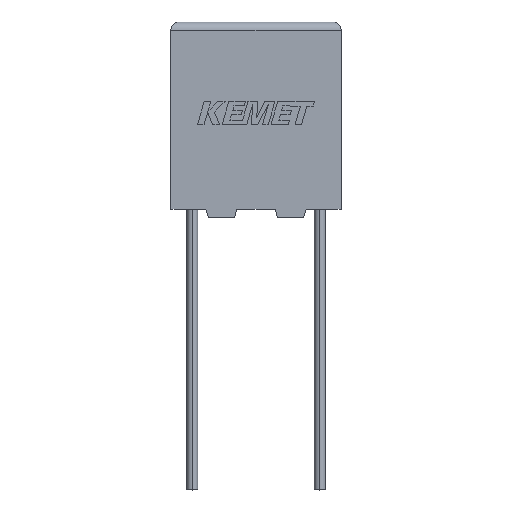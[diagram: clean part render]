
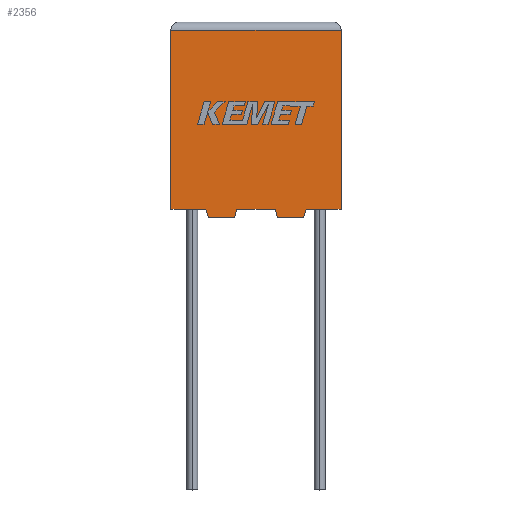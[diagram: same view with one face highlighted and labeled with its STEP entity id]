
A CAD part, top view. The second image highlights one B-rep face of the part: STEP entity #2356.
In plain terms, the highlighted planar face has unit normal (0, 0, 1).
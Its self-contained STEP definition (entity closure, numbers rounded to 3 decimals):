
#15 = EDGE_CURVE ( 'NONE', #69, #623, #1283, .T. ) ;
#16 = CARTESIAN_POINT ( 'NONE',  ( 3.73, -0.5, 5.5 ) ) ;
#33 = VERTEX_POINT ( 'NONE', #1696 ) ;
#44 = DIRECTION ( 'NONE',  ( -1., 0., 0. ) ) ;
#69 = VERTEX_POINT ( 'NONE', #193 ) ;
#147 = DIRECTION ( 'NONE',  ( 0., 0., -1. ) ) ;
#178 = EDGE_CURVE ( 'NONE', #1790, #33, #3161, .T. ) ;
#193 = CARTESIAN_POINT ( 'NONE',  ( 6.27, -0.5, 5.5 ) ) ;
#275 = ORIENTED_EDGE ( 'NONE', *, *, #726, .F. ) ;
#292 = CARTESIAN_POINT ( 'NONE',  ( 10., 10.5, 5.5 ) ) ;
#307 = EDGE_CURVE ( 'NONE', #1806, #2742, #964, .T. ) ;
#309 = EDGE_LOOP ( 'NONE', ( #651, #1604, #1356, #1838, #919, #437, #2513, #2071, #1609, #275, #2508, #2818 ) ) ;
#349 = EDGE_CURVE ( 'NONE', #1047, #1790, #2180, .T. ) ;
#352 = VERTEX_POINT ( 'NONE', #353 ) ;
#353 = CARTESIAN_POINT ( 'NONE',  ( 7.8, -0.5, 5.5 ) ) ;
#425 = VECTOR ( 'NONE', #2758, 1000. ) ;
#437 = ORIENTED_EDGE ( 'NONE', *, *, #349, .T. ) ;
#495 = DIRECTION ( 'NONE',  ( 0., 1., 0. ) ) ;
#623 = VERTEX_POINT ( 'NONE', #2983 ) ;
#635 = LINE ( 'NONE', #3228, #1575 ) ;
#651 = ORIENTED_EDGE ( 'NONE', *, *, #1855, .T. ) ;
#662 = DIRECTION ( 'NONE',  ( -1., 0., 0. ) ) ;
#682 = EDGE_CURVE ( 'NONE', #2742, #1247, #1034, .T. ) ;
#726 = EDGE_CURVE ( 'NONE', #352, #69, #1663, .T. ) ;
#729 = VECTOR ( 'NONE', #44, 1000. ) ;
#851 = DIRECTION ( 'NONE',  ( -1., 0., 0. ) ) ;
#919 = ORIENTED_EDGE ( 'NONE', *, *, #1241, .T. ) ;
#964 = LINE ( 'NONE', #2314, #2419 ) ;
#1034 = LINE ( 'NONE', #2215, #1861 ) ;
#1038 = LINE ( 'NONE', #1514, #425 ) ;
#1047 = VERTEX_POINT ( 'NONE', #3115 ) ;
#1132 = EDGE_CURVE ( 'NONE', #1489, #1806, #2875, .T. ) ;
#1169 = DIRECTION ( 'NONE',  ( 0.287, -0.958, 0. ) ) ;
#1211 = VERTEX_POINT ( 'NONE', #2203 ) ;
#1216 = CARTESIAN_POINT ( 'NONE',  ( 0., 0., 5.5 ) ) ;
#1241 = EDGE_CURVE ( 'NONE', #1247, #1047, #2093, .T. ) ;
#1247 = VERTEX_POINT ( 'NONE', #2175 ) ;
#1256 = LINE ( 'NONE', #1718, #2560 ) ;
#1283 = LINE ( 'NONE', #1934, #1600 ) ;
#1356 = ORIENTED_EDGE ( 'NONE', *, *, #307, .T. ) ;
#1358 = CARTESIAN_POINT ( 'NONE',  ( 7.95, 0., 5.5 ) ) ;
#1489 = VERTEX_POINT ( 'NONE', #292 ) ;
#1514 = CARTESIAN_POINT ( 'NONE',  ( 0., 0., 5.5 ) ) ;
#1549 = VECTOR ( 'NONE', #1587, 1000. ) ;
#1575 = VECTOR ( 'NONE', #2461, 1000. ) ;
#1587 = DIRECTION ( 'NONE',  ( 1., 0., 0. ) ) ;
#1600 = VECTOR ( 'NONE', #3199, 1000. ) ;
#1604 = ORIENTED_EDGE ( 'NONE', *, *, #1132, .T. ) ;
#1609 = ORIENTED_EDGE ( 'NONE', *, *, #15, .F. ) ;
#1652 = PLANE ( 'NONE',  #2270 ) ;
#1663 = LINE ( 'NONE', #3029, #729 ) ;
#1665 = CARTESIAN_POINT ( 'NONE',  ( 2.05, 0., 5.5 ) ) ;
#1685 = CARTESIAN_POINT ( 'NONE',  ( 0., 10.5, 5.5 ) ) ;
#1696 = CARTESIAN_POINT ( 'NONE',  ( 3.88, 0., 5.5 ) ) ;
#1718 = CARTESIAN_POINT ( 'NONE',  ( 10., 0., 5.5 ) ) ;
#1740 = VECTOR ( 'NONE', #662, 1000. ) ;
#1790 = VERTEX_POINT ( 'NONE', #2666 ) ;
#1806 = VERTEX_POINT ( 'NONE', #1685 ) ;
#1838 = ORIENTED_EDGE ( 'NONE', *, *, #682, .T. ) ;
#1855 = EDGE_CURVE ( 'NONE', #1211, #1489, #1256, .T. ) ;
#1859 = CARTESIAN_POINT ( 'NONE',  ( 2.2, -0.5, 5.5 ) ) ;
#1861 = VECTOR ( 'NONE', #2468, 1000. ) ;
#1876 = EDGE_CURVE ( 'NONE', #33, #623, #635, .T. ) ;
#1934 = CARTESIAN_POINT ( 'NONE',  ( 6.27, -0.5, 5.5 ) ) ;
#1941 = DIRECTION ( 'NONE',  ( -0.287, -0.958, 0. ) ) ;
#2071 = ORIENTED_EDGE ( 'NONE', *, *, #1876, .T. ) ;
#2093 = LINE ( 'NONE', #1665, #2491 ) ;
#2152 = EDGE_CURVE ( 'NONE', #2889, #1211, #1038, .T. ) ;
#2175 = CARTESIAN_POINT ( 'NONE',  ( 2.05, 0., 5.5 ) ) ;
#2178 = FACE_OUTER_BOUND ( 'NONE', #309, .T. ) ;
#2180 = LINE ( 'NONE', #1859, #1549 ) ;
#2185 = VECTOR ( 'NONE', #2527, 1000. ) ;
#2203 = CARTESIAN_POINT ( 'NONE',  ( 10., 0., 5.5 ) ) ;
#2215 = CARTESIAN_POINT ( 'NONE',  ( 0., 0., 5.5 ) ) ;
#2270 = AXIS2_PLACEMENT_3D ( 'NONE', #2360, #147, #851 ) ;
#2314 = CARTESIAN_POINT ( 'NONE',  ( 0., 0., 5.5 ) ) ;
#2355 = EDGE_CURVE ( 'NONE', #2889, #352, #3236, .T. ) ;
#2356 = ADVANCED_FACE ( 'NONE', ( #2178 ), #1652, .F. ) ;
#2360 = CARTESIAN_POINT ( 'NONE',  ( 0., 0., 5.5 ) ) ;
#2419 = VECTOR ( 'NONE', #2819, 1000. ) ;
#2461 = DIRECTION ( 'NONE',  ( 1., 0., 0. ) ) ;
#2468 = DIRECTION ( 'NONE',  ( 1., 0., 0. ) ) ;
#2491 = VECTOR ( 'NONE', #1169, 1000. ) ;
#2508 = ORIENTED_EDGE ( 'NONE', *, *, #2355, .F. ) ;
#2513 = ORIENTED_EDGE ( 'NONE', *, *, #178, .T. ) ;
#2527 = DIRECTION ( 'NONE',  ( 0.287, 0.958, 0. ) ) ;
#2560 = VECTOR ( 'NONE', #495, 1000. ) ;
#2666 = CARTESIAN_POINT ( 'NONE',  ( 3.73, -0.5, 5.5 ) ) ;
#2742 = VERTEX_POINT ( 'NONE', #1216 ) ;
#2758 = DIRECTION ( 'NONE',  ( 1., 0., 0. ) ) ;
#2818 = ORIENTED_EDGE ( 'NONE', *, *, #2152, .T. ) ;
#2819 = DIRECTION ( 'NONE',  ( 0., -1., 0. ) ) ;
#2875 = LINE ( 'NONE', #3202, #1740 ) ;
#2889 = VERTEX_POINT ( 'NONE', #3027 ) ;
#2923 = VECTOR ( 'NONE', #1941, 1000. ) ;
#2983 = CARTESIAN_POINT ( 'NONE',  ( 6.12, 0., 5.5 ) ) ;
#3027 = CARTESIAN_POINT ( 'NONE',  ( 7.95, 0., 5.5 ) ) ;
#3029 = CARTESIAN_POINT ( 'NONE',  ( 7.8, -0.5, 5.5 ) ) ;
#3115 = CARTESIAN_POINT ( 'NONE',  ( 2.2, -0.5, 5.5 ) ) ;
#3161 = LINE ( 'NONE', #16, #2185 ) ;
#3199 = DIRECTION ( 'NONE',  ( -0.287, 0.958, 0. ) ) ;
#3202 = CARTESIAN_POINT ( 'NONE',  ( 0., 10.5, 5.5 ) ) ;
#3228 = CARTESIAN_POINT ( 'NONE',  ( 0., 0., 5.5 ) ) ;
#3236 = LINE ( 'NONE', #1358, #2923 ) ;
